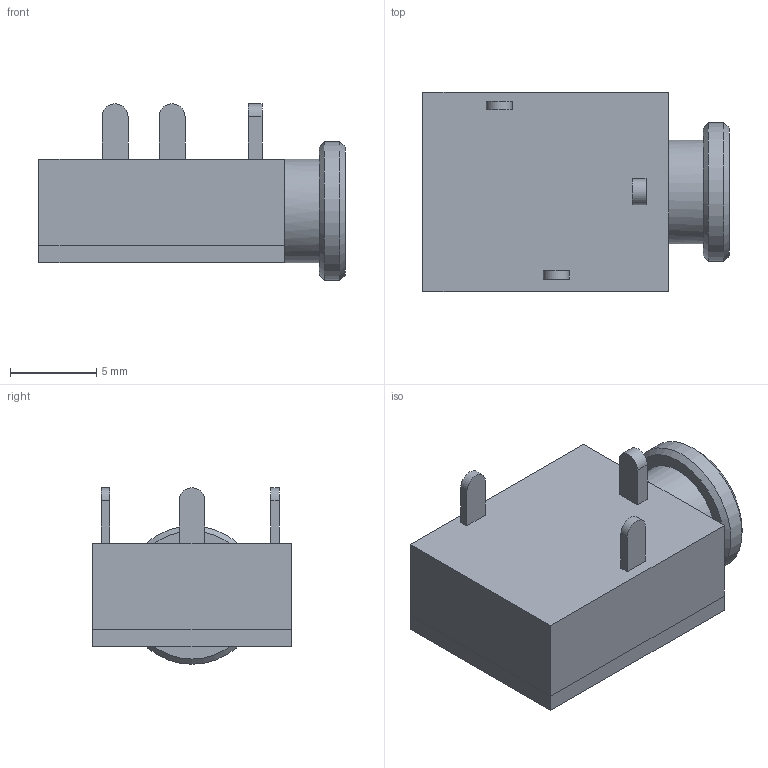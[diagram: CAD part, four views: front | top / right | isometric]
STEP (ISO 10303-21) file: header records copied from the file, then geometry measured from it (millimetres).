
FILE_DESCRIPTION(/* description */ (''),/* implementation_level */ '2;1');
FILE_NAME(/* name */ '3pinVer.step',/* time_stamp */ '2023-03-03T17:48:42+09:00',/* author */ (''),/* organization */ (''),/* preprocessor_version */ 'ST-DEVELOPER v19.2',/* originating_system */ 'Autodesk Translation Framework v11.17.0.187',/* authorisation */ '');
FILE_SCHEMA (('AUTOMOTIVE_DESIGN { 1 0 10303 214 3 1 1 }'));
Length unit declared in the file: millimetre
Products named in the file (1): EBS35 3.5mm Stereo Connector
Bounding box: 17.7 x 11.5 x 10.2 mm (x, y, z)
Volume: 609.8 mm3; surface area: 1326.2 mm2
Topology: 2 solids, 2 shells, 45 faces, 99 edges, 64 vertices
Faces by surface type: plane 34, cylinder 7, cone 3, torus 1
Full cylindrical faces by diameter (mm): 3.5 x1, 6 x2, 8 x1
Entity records: 1336 total; most frequent: DIRECTION 214, CARTESIAN_POINT 209, ORIENTED_EDGE 198, EDGE_CURVE 99, LINE 76, VECTOR 76, AXIS2_PLACEMENT_3D 69, VERTEX_POINT 64
